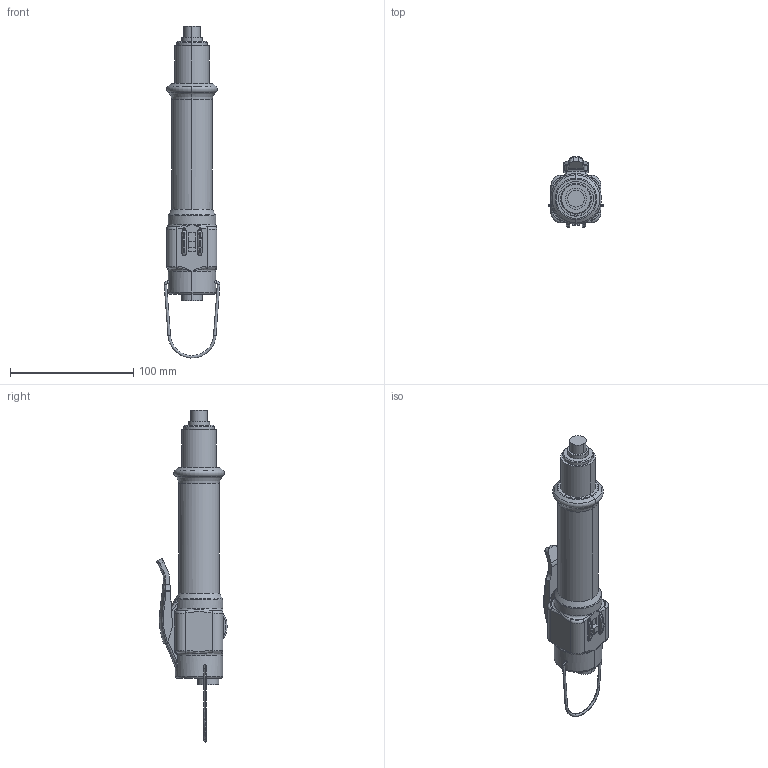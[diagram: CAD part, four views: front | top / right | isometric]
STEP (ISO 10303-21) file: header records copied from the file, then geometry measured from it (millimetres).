
FILE_DESCRIPTION((''),'2;1');
FILE_NAME('8431017016_SW_ASM','2009-03-23T',('toocsr'),(''),'PRO/ENGINEER BY PARAMETRIC TECHNOLOGY CORPORATION, 2008310','PRO/ENGINEER BY PARAMETRIC TECHNOLOGY CORPORATION, 2008310','');
FILE_SCHEMA(('CONFIG_CONTROL_DESIGN', 'GEOMETRIC_VALIDATION_PROPERTIES_MIM'));
Length unit declared in the file: millimetre
Products named in the file (2): 8431017011; 8431017016_SW_ASM
Assembly tree (1 placements, depth 2):
  8431017016_SW_ASM
    8431017011
Bounding box: 44.99 x 56.89 x 268.94 mm (x, y, z)
Volume: 214504.4 mm3; surface area: 31189.5 mm2
Topology: 1 solids, 1 shells, 239 faces, 551 edges, 318 vertices
Faces by surface type: bspline 70, cylinder 69, plane 51, torus 30, sphere 12, cone 7
Entity records: 13558 total; most frequent: CARTESIAN_POINT 5572, ORIENTED_EDGE 1082, DIRECTION 948, PRESENTATION_STYLE_ASSIGNMENT 650, STYLED_ITEM 542, CURVE_STYLE 541, EDGE_CURVE 541, AXIS2_PLACEMENT_3D 394
